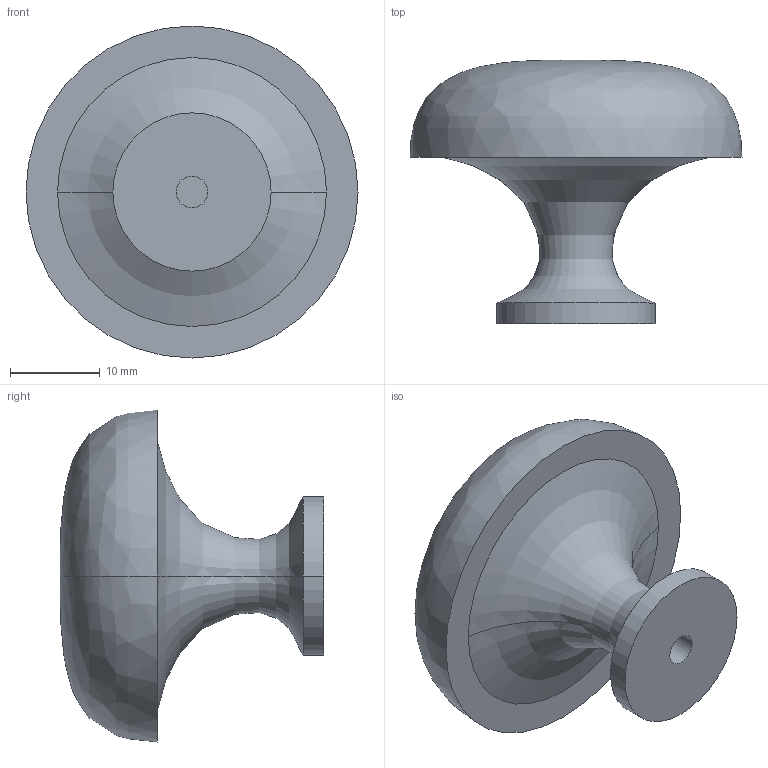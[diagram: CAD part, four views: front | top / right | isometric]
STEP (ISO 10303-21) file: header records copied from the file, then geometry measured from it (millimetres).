
FILE_DESCRIPTION (( 'STEP AP214' ), '1' );
FILE_NAME ('F003256,F003257_3D.step', '2022-08-15T13:06:09', ( '' ), ( '' ), 'SwSTEP 2.0', 'SolidWorks 2020', '' );
FILE_SCHEMA (( 'AUTOMOTIVE_DESIGN' ));
Length unit declared in the file: millimetre
Products named in the file (1): F003256,F003257_3D
Bounding box: 36.9 x 29.3 x 36.9 mm (x, y, z)
Volume: 11902.9 mm3; surface area: 3716.8 mm2
Topology: 1 solids, 1 shells, 11 faces, 22 edges, 13 vertices
Faces by surface type: bspline 4, cylinder 4, plane 3
Entity records: 641 total; most frequent: CARTESIAN_POINT 277, DIRECTION 44, ORIENTED_EDGE 40, AXIS2_PLACEMENT_3D 20, EDGE_CURVE 20, UNCERTAINTY_MEASURE_WITH_UNIT 14, COLOUR_RGB 13, FILL_AREA_STYLE 13
